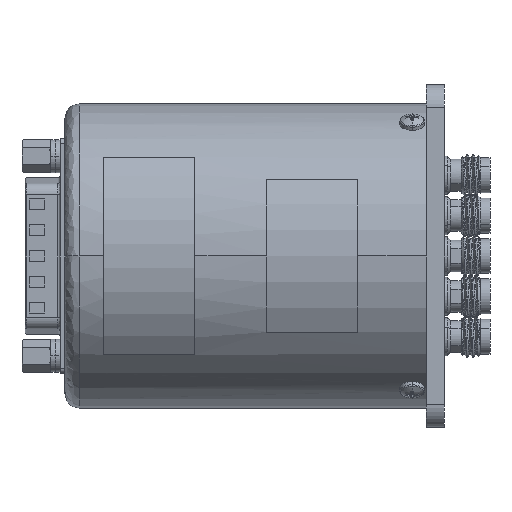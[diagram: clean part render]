
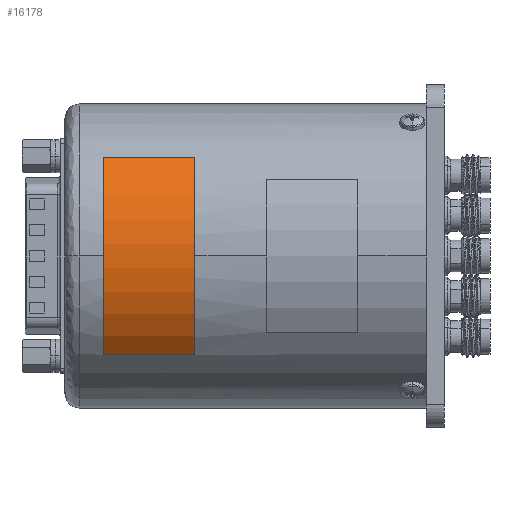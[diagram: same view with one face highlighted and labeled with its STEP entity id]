
A CAD part, left-side view. The second image highlights one B-rep face of the part: STEP entity #16178.
In plain terms, the highlighted cylindrical face has radius 25.425 mm (diameter 50.851 mm), a partial arc.
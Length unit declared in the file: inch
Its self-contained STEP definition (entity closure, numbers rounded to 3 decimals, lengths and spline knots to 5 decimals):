
#260 = DIRECTION ( 'NONE',  ( 0., 0., -1. ) ) ;
#1509 = DIRECTION ( 'NONE',  ( 0., 1., 0. ) ) ;
#1511 = VECTOR ( 'NONE', #24941, 39.37008 ) ;
#2243 = CYLINDRICAL_SURFACE ( 'NONE', #22613, 1.001 ) ;
#2561 = CARTESIAN_POINT ( 'NONE',  ( 0., 2.375, 0. ) ) ;
#3253 = CARTESIAN_POINT ( 'NONE',  ( 0., 2.11985, 0. ) ) ;
#3987 = LINE ( 'NONE', #23747, #6354 ) ;
#4124 = ORIENTED_EDGE ( 'NONE', *, *, #13931, .T. ) ;
#5428 = CARTESIAN_POINT ( 'NONE',  ( -0.65, 1.51985, 0.76125 ) ) ;
#6354 = VECTOR ( 'NONE', #1509, 39.37008 ) ;
#7174 = LINE ( 'NONE', #32014, #1511 ) ;
#8003 = AXIS2_PLACEMENT_3D ( 'NONE', #23071, #20629, #10736 ) ;
#8548 = EDGE_LOOP ( 'NONE', ( #28560, #4124, #9825, #11139 ) ) ;
#9203 = VERTEX_POINT ( 'NONE', #18172 ) ;
#9293 = EDGE_CURVE ( 'NONE', #14403, #9203, #3987, .T. ) ;
#9825 = ORIENTED_EDGE ( 'NONE', *, *, #19511, .T. ) ;
#10087 = EDGE_CURVE ( 'NONE', #9203, #23015, #28466, .T. ) ;
#10736 = DIRECTION ( 'NONE',  ( 0., 0., 1. ) ) ;
#11139 = ORIENTED_EDGE ( 'NONE', *, *, #9293, .T. ) ;
#12134 = DIRECTION ( 'NONE',  ( 0., -1., 0. ) ) ;
#13931 = EDGE_CURVE ( 'NONE', #23015, #15475, #7174, .T. ) ;
#14403 = VERTEX_POINT ( 'NONE', #17122 ) ;
#15475 = VERTEX_POINT ( 'NONE', #5428 ) ;
#15869 = CIRCLE ( 'NONE', #8003, 1.001 ) ;
#16178 = ADVANCED_FACE ( 'NONE', ( #27578 ), #2243, .T. ) ;
#17122 = CARTESIAN_POINT ( 'NONE',  ( 0.65, 1.51985, 0.76125 ) ) ;
#18172 = CARTESIAN_POINT ( 'NONE',  ( 0.65, 2.11985, 0.76125 ) ) ;
#19511 = EDGE_CURVE ( 'NONE', #15475, #14403, #15869, .T. ) ;
#19882 = DIRECTION ( 'NONE',  ( 0., -1., 0. ) ) ;
#20092 = AXIS2_PLACEMENT_3D ( 'NONE', #3253, #12134, #24151 ) ;
#20629 = DIRECTION ( 'NONE',  ( 0., 1., 0. ) ) ;
#22613 = AXIS2_PLACEMENT_3D ( 'NONE', #2561, #19882, #260 ) ;
#23015 = VERTEX_POINT ( 'NONE', #32020 ) ;
#23071 = CARTESIAN_POINT ( 'NONE',  ( 0., 1.51985, 0. ) ) ;
#23747 = CARTESIAN_POINT ( 'NONE',  ( 0.65, 2.375, 0.76125 ) ) ;
#24151 = DIRECTION ( 'NONE',  ( 0., 0., -1. ) ) ;
#24941 = DIRECTION ( 'NONE',  ( 0., -1., 0. ) ) ;
#27578 = FACE_OUTER_BOUND ( 'NONE', #8548, .T. ) ;
#28466 = CIRCLE ( 'NONE', #20092, 1.001 ) ;
#28560 = ORIENTED_EDGE ( 'NONE', *, *, #10087, .T. ) ;
#32014 = CARTESIAN_POINT ( 'NONE',  ( -0.65, 2.375, 0.76125 ) ) ;
#32020 = CARTESIAN_POINT ( 'NONE',  ( -0.65, 2.11985, 0.76125 ) ) ;
